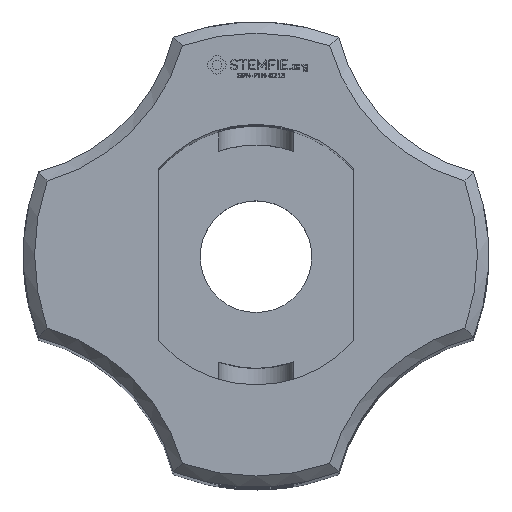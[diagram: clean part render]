
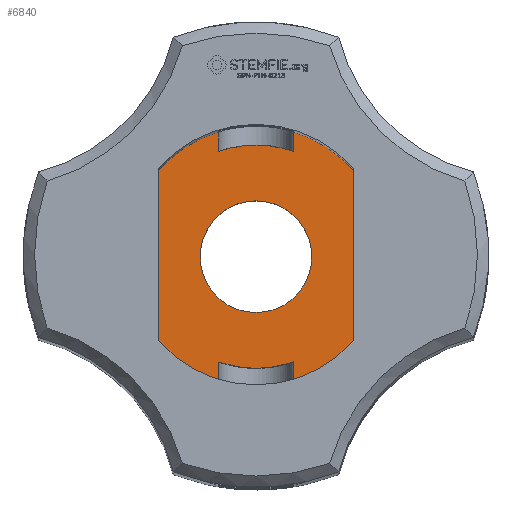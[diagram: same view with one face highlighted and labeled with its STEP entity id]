
A CAD part, top view. The second image highlights one B-rep face of the part: STEP entity #6840.
In plain terms, the highlighted planar face has unit normal (0, 0, 1).
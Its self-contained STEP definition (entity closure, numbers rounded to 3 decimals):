
#1390 = VERTEX_POINT('',#1391);
#1391 = CARTESIAN_POINT('',(2.829,0.998,11.));
#1405 = EDGE_CURVE('',#1406,#1390,#1408,.T.);
#1406 = VERTEX_POINT('',#1407);
#1407 = CARTESIAN_POINT('',(2.625,0.998,11.));
#1408 = LINE('',#1409,#1410);
#1409 = CARTESIAN_POINT('',(47.658,0.998,11.));
#1410 = VECTOR('',#1411,1.);
#1411 = DIRECTION('',(1.,0.,0.));
#1414 = VERTEX_POINT('',#1415);
#1415 = CARTESIAN_POINT('',(2.625,-0.998,11.));
#1422 = EDGE_CURVE('',#1414,#1423,#1425,.T.);
#1423 = VERTEX_POINT('',#1424);
#1424 = CARTESIAN_POINT('',(2.829,-0.998,11.));
#1425 = LINE('',#1426,#1427);
#1426 = CARTESIAN_POINT('',(47.658,-0.998,11.));
#1427 = VECTOR('',#1428,1.);
#1428 = DIRECTION('',(1.,0.,0.));
#6759 = EDGE_CURVE('',#6760,#1406,#6762,.T.);
#6760 = VERTEX_POINT('',#6761);
#6761 = CARTESIAN_POINT('',(2.625,2.315,11.));
#6762 = LINE('',#6763,#6764);
#6763 = CARTESIAN_POINT('',(2.625,2.315,11.));
#6764 = VECTOR('',#6765,1.);
#6765 = DIRECTION('',(0.,-1.,0.));
#6775 = VERTEX_POINT('',#6776);
#6776 = CARTESIAN_POINT('',(2.625,-2.315,11.));
#6782 = EDGE_CURVE('',#1414,#6775,#6783,.T.);
#6783 = LINE('',#6784,#6785);
#6784 = CARTESIAN_POINT('',(2.625,2.315,11.));
#6785 = VECTOR('',#6786,1.);
#6786 = DIRECTION('',(0.,-1.,0.));
#6827 = EDGE_CURVE('',#1390,#1423,#6828,.T.);
#6828 = CIRCLE('',#6829,3.);
#6829 = AXIS2_PLACEMENT_3D('',#6830,#6831,#6832);
#6830 = CARTESIAN_POINT('',(0.,0.,11.));
#6831 = DIRECTION('',(0.,0.,-1.));
#6832 = DIRECTION('',(0.,1.,0.));
#6840 = ADVANCED_FACE('',(#6841,#6982),#6993,.T.);
#6841 = FACE_BOUND('',#6842,.T.);
#6842 = EDGE_LOOP('',(#6843,#6844,#6845,#6846,#6847,#6856,#6864,#6873,
    #6882,#6890,#6899,#6907,#6915,#6924,#6932,#6940,#6949,#6957,#6966,
    #6974,#6981));
#6843 = ORIENTED_EDGE('',*,*,#1422,.T.);
#6844 = ORIENTED_EDGE('',*,*,#6827,.F.);
#6845 = ORIENTED_EDGE('',*,*,#1405,.F.);
#6846 = ORIENTED_EDGE('',*,*,#6759,.F.);
#6847 = ORIENTED_EDGE('',*,*,#6848,.T.);
#6848 = EDGE_CURVE('',#6760,#6849,#6851,.T.);
#6849 = VERTEX_POINT('',#6850);
#6850 = CARTESIAN_POINT('',(0.998,3.355,11.));
#6851 = CIRCLE('',#6852,3.5);
#6852 = AXIS2_PLACEMENT_3D('',#6853,#6854,#6855);
#6853 = CARTESIAN_POINT('',(0.,0.,11.)
  );
#6854 = DIRECTION('',(0.,0.,1.));
#6855 = DIRECTION('',(1.,0.,0.));
#6856 = ORIENTED_EDGE('',*,*,#6857,.T.);
#6857 = EDGE_CURVE('',#6849,#6858,#6860,.T.);
#6858 = VERTEX_POINT('',#6859);
#6859 = CARTESIAN_POINT('',(0.998,2.829,11.));
#6860 = LINE('',#6861,#6862);
#6861 = CARTESIAN_POINT('',(0.998,-47.658,11.));
#6862 = VECTOR('',#6863,1.);
#6863 = DIRECTION('',(0.,-1.,0.));
#6864 = ORIENTED_EDGE('',*,*,#6865,.F.);
#6865 = EDGE_CURVE('',#6866,#6858,#6868,.T.);
#6866 = VERTEX_POINT('',#6867);
#6867 = CARTESIAN_POINT('',(0.,3.,11.));
#6868 = CIRCLE('',#6869,3.);
#6869 = AXIS2_PLACEMENT_3D('',#6870,#6871,#6872);
#6870 = CARTESIAN_POINT('',(0.,0.,11.));
#6871 = DIRECTION('',(0.,0.,-1.));
#6872 = DIRECTION('',(0.,1.,0.));
#6873 = ORIENTED_EDGE('',*,*,#6874,.F.);
#6874 = EDGE_CURVE('',#6875,#6866,#6877,.T.);
#6875 = VERTEX_POINT('',#6876);
#6876 = CARTESIAN_POINT('',(-0.998,2.829,11.));
#6877 = CIRCLE('',#6878,3.);
#6878 = AXIS2_PLACEMENT_3D('',#6879,#6880,#6881);
#6879 = CARTESIAN_POINT('',(0.,0.,11.));
#6880 = DIRECTION('',(0.,0.,-1.));
#6881 = DIRECTION('',(0.,1.,0.));
#6882 = ORIENTED_EDGE('',*,*,#6883,.F.);
#6883 = EDGE_CURVE('',#6884,#6875,#6886,.T.);
#6884 = VERTEX_POINT('',#6885);
#6885 = CARTESIAN_POINT('',(-0.998,3.355,11.));
#6886 = LINE('',#6887,#6888);
#6887 = CARTESIAN_POINT('',(-0.998,-47.658,11.));
#6888 = VECTOR('',#6889,1.);
#6889 = DIRECTION('',(0.,-1.,0.));
#6890 = ORIENTED_EDGE('',*,*,#6891,.T.);
#6891 = EDGE_CURVE('',#6884,#6892,#6894,.T.);
#6892 = VERTEX_POINT('',#6893);
#6893 = CARTESIAN_POINT('',(-2.625,2.315,11.));
#6894 = CIRCLE('',#6895,3.5);
#6895 = AXIS2_PLACEMENT_3D('',#6896,#6897,#6898);
#6896 = CARTESIAN_POINT('',(0.,0.,11.)
  );
#6897 = DIRECTION('',(0.,0.,1.));
#6898 = DIRECTION('',(1.,0.,0.));
#6899 = ORIENTED_EDGE('',*,*,#6900,.T.);
#6900 = EDGE_CURVE('',#6892,#6901,#6903,.T.);
#6901 = VERTEX_POINT('',#6902);
#6902 = CARTESIAN_POINT('',(-2.625,0.998,11.));
#6903 = LINE('',#6904,#6905);
#6904 = CARTESIAN_POINT('',(-2.625,2.315,11.));
#6905 = VECTOR('',#6906,1.);
#6906 = DIRECTION('',(0.,-1.,0.));
#6907 = ORIENTED_EDGE('',*,*,#6908,.F.);
#6908 = EDGE_CURVE('',#6909,#6901,#6911,.T.);
#6909 = VERTEX_POINT('',#6910);
#6910 = CARTESIAN_POINT('',(-2.829,0.998,11.));
#6911 = LINE('',#6912,#6913);
#6912 = CARTESIAN_POINT('',(47.658,0.998,11.));
#6913 = VECTOR('',#6914,1.);
#6914 = DIRECTION('',(1.,0.,0.));
#6915 = ORIENTED_EDGE('',*,*,#6916,.F.);
#6916 = EDGE_CURVE('',#6917,#6909,#6919,.T.);
#6917 = VERTEX_POINT('',#6918);
#6918 = CARTESIAN_POINT('',(-2.829,-0.998,11.));
#6919 = CIRCLE('',#6920,3.);
#6920 = AXIS2_PLACEMENT_3D('',#6921,#6922,#6923);
#6921 = CARTESIAN_POINT('',(0.,0.,11.));
#6922 = DIRECTION('',(0.,0.,-1.));
#6923 = DIRECTION('',(0.,1.,0.));
#6924 = ORIENTED_EDGE('',*,*,#6925,.T.);
#6925 = EDGE_CURVE('',#6917,#6926,#6928,.T.);
#6926 = VERTEX_POINT('',#6927);
#6927 = CARTESIAN_POINT('',(-2.625,-0.998,11.));
#6928 = LINE('',#6929,#6930);
#6929 = CARTESIAN_POINT('',(47.658,-0.998,11.));
#6930 = VECTOR('',#6931,1.);
#6931 = DIRECTION('',(1.,0.,0.));
#6932 = ORIENTED_EDGE('',*,*,#6933,.T.);
#6933 = EDGE_CURVE('',#6926,#6934,#6936,.T.);
#6934 = VERTEX_POINT('',#6935);
#6935 = CARTESIAN_POINT('',(-2.625,-2.315,11.));
#6936 = LINE('',#6937,#6938);
#6937 = CARTESIAN_POINT('',(-2.625,2.315,11.));
#6938 = VECTOR('',#6939,1.);
#6939 = DIRECTION('',(0.,-1.,0.));
#6940 = ORIENTED_EDGE('',*,*,#6941,.T.);
#6941 = EDGE_CURVE('',#6934,#6942,#6944,.T.);
#6942 = VERTEX_POINT('',#6943);
#6943 = CARTESIAN_POINT('',(-0.998,-3.355,11.));
#6944 = CIRCLE('',#6945,3.5);
#6945 = AXIS2_PLACEMENT_3D('',#6946,#6947,#6948);
#6946 = CARTESIAN_POINT('',(0.,0.,11.)
  );
#6947 = DIRECTION('',(0.,0.,1.));
#6948 = DIRECTION('',(1.,0.,0.));
#6949 = ORIENTED_EDGE('',*,*,#6950,.F.);
#6950 = EDGE_CURVE('',#6951,#6942,#6953,.T.);
#6951 = VERTEX_POINT('',#6952);
#6952 = CARTESIAN_POINT('',(-0.998,-2.829,11.));
#6953 = LINE('',#6954,#6955);
#6954 = CARTESIAN_POINT('',(-0.998,-47.658,11.));
#6955 = VECTOR('',#6956,1.);
#6956 = DIRECTION('',(0.,-1.,0.));
#6957 = ORIENTED_EDGE('',*,*,#6958,.F.);
#6958 = EDGE_CURVE('',#6959,#6951,#6961,.T.);
#6959 = VERTEX_POINT('',#6960);
#6960 = CARTESIAN_POINT('',(0.998,-2.829,11.));
#6961 = CIRCLE('',#6962,3.);
#6962 = AXIS2_PLACEMENT_3D('',#6963,#6964,#6965);
#6963 = CARTESIAN_POINT('',(0.,0.,11.));
#6964 = DIRECTION('',(0.,0.,-1.));
#6965 = DIRECTION('',(0.,1.,0.));
#6966 = ORIENTED_EDGE('',*,*,#6967,.T.);
#6967 = EDGE_CURVE('',#6959,#6968,#6970,.T.);
#6968 = VERTEX_POINT('',#6969);
#6969 = CARTESIAN_POINT('',(0.998,-3.355,11.));
#6970 = LINE('',#6971,#6972);
#6971 = CARTESIAN_POINT('',(0.998,-47.658,11.));
#6972 = VECTOR('',#6973,1.);
#6973 = DIRECTION('',(0.,-1.,0.));
#6974 = ORIENTED_EDGE('',*,*,#6975,.T.);
#6975 = EDGE_CURVE('',#6968,#6775,#6976,.T.);
#6976 = CIRCLE('',#6977,3.5);
#6977 = AXIS2_PLACEMENT_3D('',#6978,#6979,#6980);
#6978 = CARTESIAN_POINT('',(0.,0.,11.)
  );
#6979 = DIRECTION('',(0.,0.,1.));
#6980 = DIRECTION('',(1.,0.,0.));
#6981 = ORIENTED_EDGE('',*,*,#6782,.F.);
#6982 = FACE_BOUND('',#6983,.T.);
#6983 = EDGE_LOOP('',(#6984));
#6984 = ORIENTED_EDGE('',*,*,#6985,.T.);
#6985 = EDGE_CURVE('',#6986,#6986,#6988,.T.);
#6986 = VERTEX_POINT('',#6987);
#6987 = CARTESIAN_POINT('',(0.,1.5,11.));
#6988 = CIRCLE('',#6989,1.5);
#6989 = AXIS2_PLACEMENT_3D('',#6990,#6991,#6992);
#6990 = CARTESIAN_POINT('',(0.,0.,11.));
#6991 = DIRECTION('',(0.,0.,-1.));
#6992 = DIRECTION('',(0.,1.,0.));
#6993 = PLANE('',#6994);
#6994 = AXIS2_PLACEMENT_3D('',#6995,#6996,#6997);
#6995 = CARTESIAN_POINT('',(0.,0.001,11.)
  );
#6996 = DIRECTION('',(0.,0.,1.));
#6997 = DIRECTION('',(0.,1.,0.));
